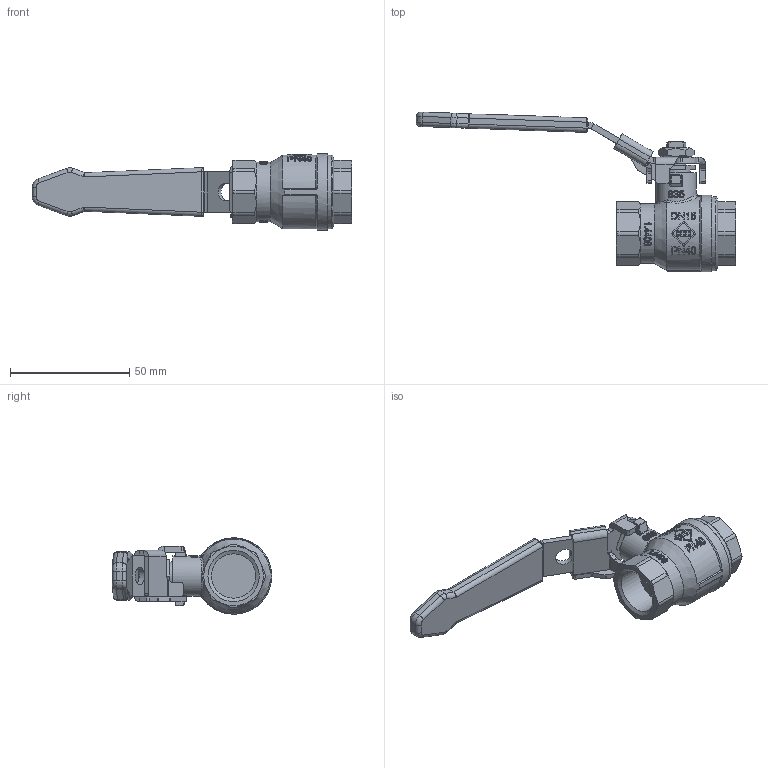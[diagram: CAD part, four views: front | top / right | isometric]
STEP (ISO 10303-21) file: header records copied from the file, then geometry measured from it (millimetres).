
FILE_DESCRIPTION(/* description */ (''),/* implementation_level */ '2;1');
FILE_NAME(/* name */ '835_835_0_15.stp',/* time_stamp */ '2021-09-27T12:06:49+02:00',/* author */ ('sga-ext'),/* organization */ (''),/* preprocessor_version */ 'ST-DEVELOPER v18.1',/* originating_system */ 'Autodesk Inventor 2021',/* authorisation */ '');
FILE_SCHEMA (('AUTOMOTIVE_DESIGN { 1 0 10303 214 3 1 1 }'));
Products named in the file (1): ENG-068165
Bounding box: 133.91 x 66.87 x 32 mm (x, y, z)
Volume: 40352.1 mm3; surface area: 16144.4 mm2
Topology: 2 solids, 3 shells, 1304 faces, 3400 edges, 2202 vertices
Faces by surface type: plane 618, bspline 427, cylinder 190, cone 46, torus 15, sphere 8
Full cylindrical faces by diameter (mm): 7.5 x1, 8 x1, 11.717 x1, 11.8 x1, 12 x1, 13 x1, 17 x1, 18.631 x2, 25 x1, 31 x1, 32 x1
Entity records: 47507 total; most frequent: CARTESIAN_POINT 17033, ORIENTED_EDGE 6780, DIRECTION 4668, EDGE_CURVE 3390, VERTEX_POINT 2202, LINE 1838, VECTOR 1838, EDGE_LOOP 1422
